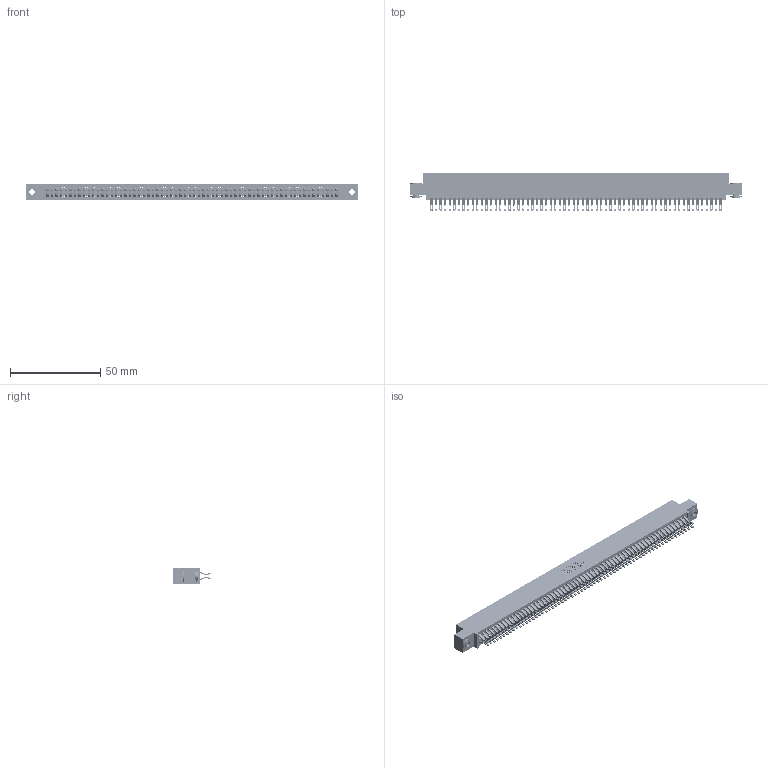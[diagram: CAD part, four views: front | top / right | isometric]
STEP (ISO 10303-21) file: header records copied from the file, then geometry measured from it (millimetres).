
FILE_DESCRIPTION (( 'STEP AP203' ), '1' );
FILE_NAME ('345-128-555-503.STEP', '2019-11-07T09:41:54', ( '' ), ( '' ), 'SwSTEP 2.0', 'SolidWorks 2016', '' );
FILE_SCHEMA (( 'CONFIG_CONTROL_DESIGN' ));
Length unit declared in the file: inch
Products named in the file (4): 345-292-001_555 Tail; 345 Part_0.110 Offset - 0.156 Dia-TH; 345-250-002_345-250-002-102; 345-128-555-503
Assembly tree (131 placements, depth 2):
  345-128-555-503
    345 Part_0.110 Offset - 0.156 Dia-TH
    345-292-001_555 Tail  x128
    345-250-002_345-250-002-102  x2
Bounding box: 183.77 x 21.13 x 9.4 mm (x, y, z)
Volume: 18373 mm3; surface area: 29173.5 mm2
Topology: 131 solids, 131 shells, 7336 faces, 23085 edges, 15386 vertices
Faces by surface type: plane 4062, cylinder 3266, cone 8
Entity records: 48362 total; most frequent: CARTESIAN_POINT 8097, ORIENTED_EDGE 7994, DIRECTION 7111, EDGE_CURVE 3997, VECTOR 3565, LINE 3565, VERTEX_POINT 2662, AXIS2_PLACEMENT_3D 1773
